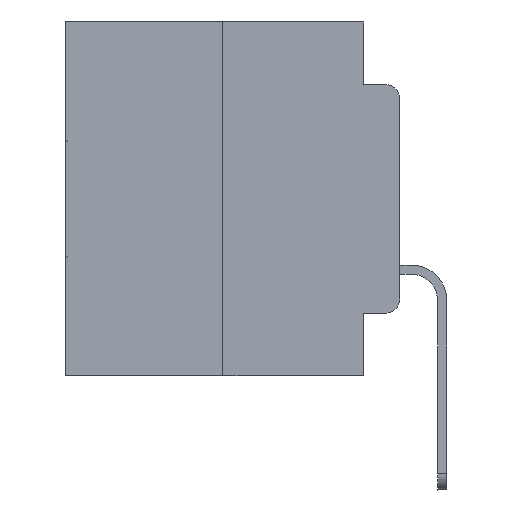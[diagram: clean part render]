
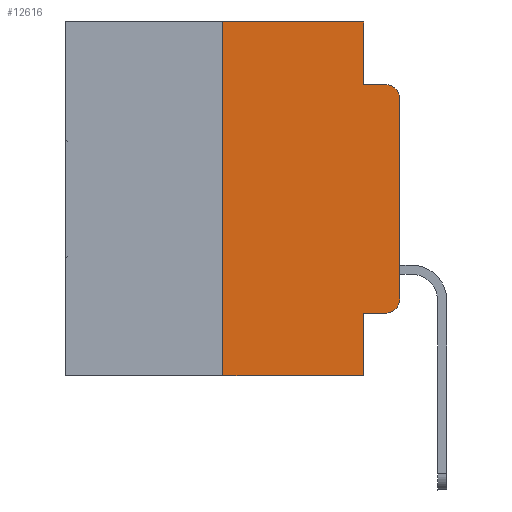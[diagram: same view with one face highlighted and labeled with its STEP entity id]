
A CAD part, left-side view. The second image highlights one B-rep face of the part: STEP entity #12616.
In plain terms, the highlighted planar face has unit normal (-1, 0, 0).
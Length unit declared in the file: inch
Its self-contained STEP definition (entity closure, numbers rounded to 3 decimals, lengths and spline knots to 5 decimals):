
#49 = CARTESIAN_POINT ( 'NONE',  ( 0., 0., -0.1085 ) ) ;
#163 = LINE ( 'NONE', #4872, #3084 ) ;
#1017 = VECTOR ( 'NONE', #29789, 39.37008 ) ;
#1420 = CARTESIAN_POINT ( 'NONE',  ( 0., 0.051, 0. ) ) ;
#1561 = CARTESIAN_POINT ( 'NONE',  ( 0., 0.051, 0. ) ) ;
#2732 = FACE_OUTER_BOUND ( 'NONE', #14724, .T. ) ;
#2763 = VECTOR ( 'NONE', #20798, 39.37008 ) ;
#3084 = VECTOR ( 'NONE', #23441, 39.37008 ) ;
#3350 = VECTOR ( 'NONE', #9934, 39.37008 ) ;
#4662 = ORIENTED_EDGE ( 'NONE', *, *, #23111, .F. ) ;
#4693 = EDGE_CURVE ( 'NONE', #14613, #4736, #25680, .T. ) ;
#4736 = VERTEX_POINT ( 'NONE', #13613 ) ;
#4742 = EDGE_CURVE ( 'NONE', #14143, #26734, #22826, .T. ) ;
#4872 = CARTESIAN_POINT ( 'NONE',  ( 0., 0., 0. ) ) ;
#4939 = AXIS2_PLACEMENT_3D ( 'NONE', #5156, #25563, #27548 ) ;
#5156 = CARTESIAN_POINT ( 'NONE',  ( 0., 0.473, 0. ) ) ;
#5387 = VERTEX_POINT ( 'NONE', #24260 ) ;
#5507 = ORIENTED_EDGE ( 'NONE', *, *, #4693, .T. ) ;
#5860 = EDGE_CURVE ( 'NONE', #17193, #15699, #9502, .T. ) ;
#6275 = DIRECTION ( 'NONE',  ( 0., 0., -1. ) ) ;
#6313 = ORIENTED_EDGE ( 'NONE', *, *, #16757, .T. ) ;
#6554 = DIRECTION ( 'NONE',  ( 0., 0., -1. ) ) ;
#6715 = EDGE_CURVE ( 'NONE', #4736, #5387, #27796, .T. ) ;
#6716 = VECTOR ( 'NONE', #6554, 39.37008 ) ;
#8088 = DIRECTION ( 'NONE',  ( -1., 0., 0. ) ) ;
#8508 = DIRECTION ( 'NONE',  ( 0., -1., 0. ) ) ;
#8532 = EDGE_CURVE ( 'NONE', #14143, #9463, #18532, .T. ) ;
#9463 = VERTEX_POINT ( 'NONE', #12806 ) ;
#9502 = LINE ( 'NONE', #18884, #1017 ) ;
#9934 = DIRECTION ( 'NONE',  ( 0., -1., 0. ) ) ;
#9983 = EDGE_CURVE ( 'NONE', #14613, #26734, #11083, .T. ) ;
#10363 = CARTESIAN_POINT ( 'NONE',  ( 0., 0.02, -0.3915 ) ) ;
#11083 = LINE ( 'NONE', #1420, #6716 ) ;
#11110 = CARTESIAN_POINT ( 'NONE',  ( 0., 0.02, -0.1085 ) ) ;
#11270 = CARTESIAN_POINT ( 'NONE',  ( 0., 0.02, -0.0885 ) ) ;
#11840 = ORIENTED_EDGE ( 'NONE', *, *, #9983, .F. ) ;
#12616 = ADVANCED_FACE ( 'NONE', ( #2732 ), #20892, .F. ) ;
#12806 = CARTESIAN_POINT ( 'NONE',  ( 0., 0.25, 0. ) ) ;
#13565 = VECTOR ( 'NONE', #19172, 39.37008 ) ;
#13613 = CARTESIAN_POINT ( 'NONE',  ( 0., 0.02, -0.4115 ) ) ;
#13696 = CARTESIAN_POINT ( 'NONE',  ( 0., 0.25, 0. ) ) ;
#13890 = DIRECTION ( 'NONE',  ( 0., -1., 0. ) ) ;
#13913 = EDGE_CURVE ( 'NONE', #5387, #20409, #163, .T. ) ;
#14143 = VERTEX_POINT ( 'NONE', #23745 ) ;
#14613 = VERTEX_POINT ( 'NONE', #24585 ) ;
#14724 = EDGE_LOOP ( 'NONE', ( #20547, #6313, #16516, #15652, #4662, #15514, #19057, #11840, #5507, #21752 ) ) ;
#15187 = LINE ( 'NONE', #20158, #17468 ) ;
#15197 = CIRCLE ( 'NONE', #19061, 0.02 ) ;
#15380 = CARTESIAN_POINT ( 'NONE',  ( 0., 0.051, -0.5 ) ) ;
#15514 = ORIENTED_EDGE ( 'NONE', *, *, #8532, .F. ) ;
#15652 = ORIENTED_EDGE ( 'NONE', *, *, #5860, .F. ) ;
#15699 = VERTEX_POINT ( 'NONE', #28563 ) ;
#16516 = ORIENTED_EDGE ( 'NONE', *, *, #19606, .F. ) ;
#16616 = VECTOR ( 'NONE', #13890, 39.37008 ) ;
#16757 = EDGE_CURVE ( 'NONE', #20409, #20373, #15197, .T. ) ;
#17193 = VERTEX_POINT ( 'NONE', #1561 ) ;
#17326 = DIRECTION ( 'NONE',  ( 0., 0., -1. ) ) ;
#17468 = VECTOR ( 'NONE', #8508, 39.37008 ) ;
#18441 = CARTESIAN_POINT ( 'NONE',  ( 0., 0.051, -0.4115 ) ) ;
#18532 = LINE ( 'NONE', #13696, #2763 ) ;
#18884 = CARTESIAN_POINT ( 'NONE',  ( 0., 0.051, 0. ) ) ;
#19057 = ORIENTED_EDGE ( 'NONE', *, *, #4742, .T. ) ;
#19061 = AXIS2_PLACEMENT_3D ( 'NONE', #11110, #26990, #6275 ) ;
#19172 = DIRECTION ( 'NONE',  ( 0., -1., 0. ) ) ;
#19606 = EDGE_CURVE ( 'NONE', #15699, #20373, #28695, .T. ) ;
#20158 = CARTESIAN_POINT ( 'NONE',  ( 0., 0.473, 0. ) ) ;
#20373 = VERTEX_POINT ( 'NONE', #11270 ) ;
#20409 = VERTEX_POINT ( 'NONE', #49 ) ;
#20547 = ORIENTED_EDGE ( 'NONE', *, *, #13913, .T. ) ;
#20798 = DIRECTION ( 'NONE',  ( 0., 0., 1. ) ) ;
#20892 = PLANE ( 'NONE',  #4939 ) ;
#21579 = CARTESIAN_POINT ( 'NONE',  ( 0., 0.051, -0.0885 ) ) ;
#21752 = ORIENTED_EDGE ( 'NONE', *, *, #6715, .T. ) ;
#22826 = LINE ( 'NONE', #28560, #13565 ) ;
#23111 = EDGE_CURVE ( 'NONE', #9463, #17193, #15187, .T. ) ;
#23435 = AXIS2_PLACEMENT_3D ( 'NONE', #10363, #8088, #17326 ) ;
#23441 = DIRECTION ( 'NONE',  ( 0., 0., 1. ) ) ;
#23745 = CARTESIAN_POINT ( 'NONE',  ( 0., 0.25, -0.5 ) ) ;
#24260 = CARTESIAN_POINT ( 'NONE',  ( 0., 0., -0.3915 ) ) ;
#24585 = CARTESIAN_POINT ( 'NONE',  ( 0., 0.051, -0.4115 ) ) ;
#25563 = DIRECTION ( 'NONE',  ( 1., 0., 0. ) ) ;
#25680 = LINE ( 'NONE', #18441, #16616 ) ;
#26734 = VERTEX_POINT ( 'NONE', #15380 ) ;
#26990 = DIRECTION ( 'NONE',  ( -1., 0., 0. ) ) ;
#27548 = DIRECTION ( 'NONE',  ( 0., 0., -1. ) ) ;
#27796 = CIRCLE ( 'NONE', #23435, 0.02 ) ;
#28560 = CARTESIAN_POINT ( 'NONE',  ( 0., 0.473, -0.5 ) ) ;
#28563 = CARTESIAN_POINT ( 'NONE',  ( 0., 0.051, -0.0885 ) ) ;
#28695 = LINE ( 'NONE', #21579, #3350 ) ;
#29789 = DIRECTION ( 'NONE',  ( 0., 0., -1. ) ) ;
